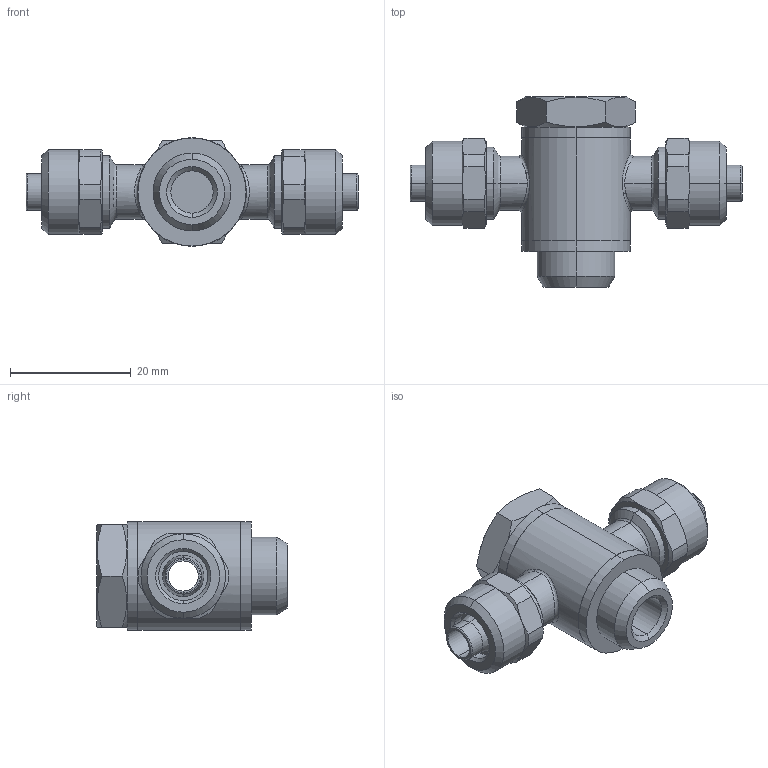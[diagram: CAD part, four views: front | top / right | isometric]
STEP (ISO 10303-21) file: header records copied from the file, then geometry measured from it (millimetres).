
FILE_DESCRIPTION (( 'STEP AP203' ), '1' );
FILE_NAME ('02260042.STEP', '2011-10-24T09:41:37', ( '' ), ( 'sopra-pneumatic' ), 'SwSTEP 2.0', 'SolidWorks 2011', '' );
FILE_SCHEMA (( 'CONFIG_CONTROL_DESIGN' ));
Length unit declared in the file: millimetre
Products named in the file (1): 02260042
Bounding box: 55 x 31.5 x 18 mm (x, y, z)
Volume: 9398.2 mm3; surface area: 5258.5 mm2
Topology: 1 solids, 1 shells, 131 faces, 300 edges, 184 vertices
Faces by surface type: cylinder 46, cone 40, plane 33, torus 8, bspline 4
Entity records: 4771 total; most frequent: CARTESIAN_POINT 1776, DIRECTION 620, ORIENTED_EDGE 600, EDGE_CURVE 300, AXIS2_PLACEMENT_3D 264, VERTEX_POINT 184, EDGE_LOOP 148, CIRCLE 136
